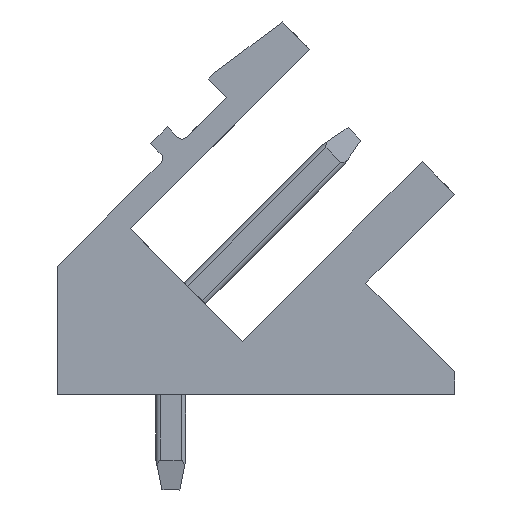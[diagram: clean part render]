
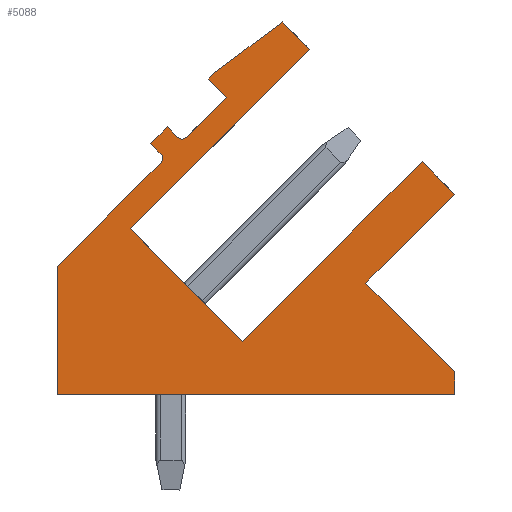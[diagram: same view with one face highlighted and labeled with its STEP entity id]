
A CAD part, left-side view. The second image highlights one B-rep face of the part: STEP entity #5088.
In plain terms, the highlighted planar face has unit normal (-1, 0, 0).
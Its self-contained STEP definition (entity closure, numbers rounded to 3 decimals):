
#4486=AXIS2_PLACEMENT_3D('Circle Axis2P3D',#4484,#4485,$) ;
#5059=AXIS2_PLACEMENT_3D('Plane Axis2P3D',#5056,#5057,#5058) ;
#5063=AXIS2_PLACEMENT_3D('Circle Axis2P3D',#5061,#5062,$) ;
#213=CARTESIAN_POINT('Vertex',(0.,8.98,11.809)) ;
#216=CARTESIAN_POINT('Line Origine',(0.,8.309,12.481)) ;
#220=CARTESIAN_POINT('Vertex',(0.,7.637,13.153)) ;
#815=CARTESIAN_POINT('Vertex',(0.,4.851,14.751)) ;
#818=CARTESIAN_POINT('Line Origine',(0.,7.856,11.746)) ;
#822=CARTESIAN_POINT('Vertex',(0.,10.861,8.74)) ;
#903=CARTESIAN_POINT('Vertex',(0.,5.77,15.67)) ;
#906=CARTESIAN_POINT('Line Origine',(0.,5.31,15.21)) ;
#1428=CARTESIAN_POINT('Line Origine',(0.,7.941,13.457)) ;
#1432=CARTESIAN_POINT('Vertex',(0.,8.245,13.761)) ;
#2038=CARTESIAN_POINT('Line Origine',(0.,8.98,6.859)) ;
#2042=CARTESIAN_POINT('Vertex',(0.,7.099,4.979)) ;
#3184=CARTESIAN_POINT('Line Origine',(0.,8.139,13.867)) ;
#3188=CARTESIAN_POINT('Vertex',(0.,8.033,13.973)) ;
#3208=CARTESIAN_POINT('Line Origine',(0.,4.094,7.984)) ;
#3212=CARTESIAN_POINT('Vertex',(0.,1.089,10.989)) ;
#3709=CARTESIAN_POINT('Line Origine',(0.,0.544,10.444)) ;
#3713=CARTESIAN_POINT('Vertex',(0.,0.,9.9)) ;
#3751=CARTESIAN_POINT('Line Origine',(0.,1.485,8.415)) ;
#3755=CARTESIAN_POINT('Vertex',(0.,2.97,6.93)) ;
#3775=CARTESIAN_POINT('Line Origine',(0.,1.485,5.445)) ;
#3779=CARTESIAN_POINT('Vertex',(0.,0.,3.96)) ;
#3799=CARTESIAN_POINT('Line Origine',(0.,0.,3.58)) ;
#3803=CARTESIAN_POINT('Vertex',(0.,0.,3.2)) ;
#3823=CARTESIAN_POINT('Line Origine',(0.,6.65,3.2)) ;
#3827=CARTESIAN_POINT('Vertex',(0.,13.3,3.2)) ;
#4441=CARTESIAN_POINT('Line Origine',(0.,13.3,5.345)) ;
#4445=CARTESIAN_POINT('Vertex',(0.,13.3,7.489)) ;
#4460=CARTESIAN_POINT('Line Origine',(0.,11.564,9.225)) ;
#4464=CARTESIAN_POINT('Vertex',(0.,9.829,10.961)) ;
#4484=CARTESIAN_POINT('Axis2P3D Location',(0.,9.97,11.102)) ;
#4488=CARTESIAN_POINT('Vertex',(0.,9.829,11.244)) ;
#4508=CARTESIAN_POINT('Line Origine',(0.,10.006,11.42)) ;
#4512=CARTESIAN_POINT('Vertex',(0.,10.182,11.597)) ;
#4532=CARTESIAN_POINT('Line Origine',(0.,9.899,11.88)) ;
#4536=CARTESIAN_POINT('Vertex',(0.,9.617,12.163)) ;
#4556=CARTESIAN_POINT('Line Origine',(0.,9.44,11.986)) ;
#4560=CARTESIAN_POINT('Vertex',(0.,9.263,11.809)) ;
#4676=CARTESIAN_POINT('Line Origine',(0.,6.901,14.821)) ;
#5056=CARTESIAN_POINT('Axis2P3D Location',(0.,0.,0.)) ;
#5061=CARTESIAN_POINT('Axis2P3D Location',(0.,9.122,11.951)) ;
#217=DIRECTION('Vector Direction',(0.,-0.707,0.707)) ;
#819=DIRECTION('Vector Direction',(0.,0.707,-0.707)) ;
#907=DIRECTION('Vector Direction',(0.,-0.707,-0.707)) ;
#1429=DIRECTION('Vector Direction',(0.,0.707,0.707)) ;
#2039=DIRECTION('Vector Direction',(0.,-0.707,-0.707)) ;
#3185=DIRECTION('Vector Direction',(0.,-0.707,0.707)) ;
#3209=DIRECTION('Vector Direction',(0.,-0.707,0.707)) ;
#3710=DIRECTION('Vector Direction',(0.,-0.707,-0.707)) ;
#3752=DIRECTION('Vector Direction',(0.,0.707,-0.707)) ;
#3776=DIRECTION('Vector Direction',(0.,-0.707,-0.707)) ;
#3800=DIRECTION('Vector Direction',(0.,0.,-1.)) ;
#3824=DIRECTION('Vector Direction',(0.,1.,0.)) ;
#4442=DIRECTION('Vector Direction',(0.,0.,1.)) ;
#4461=DIRECTION('Vector Direction',(0.,-0.707,0.707)) ;
#4485=DIRECTION('Axis2P3D Direction',(-1.,0.,0.)) ;
#4509=DIRECTION('Vector Direction',(0.,0.707,0.707)) ;
#4533=DIRECTION('Vector Direction',(0.,-0.707,0.707)) ;
#4557=DIRECTION('Vector Direction',(0.,-0.707,-0.707)) ;
#4677=DIRECTION('Vector Direction',(0.,-0.8,0.6)) ;
#5057=DIRECTION('Axis2P3D Direction',(-1.,0.,0.)) ;
#5058=DIRECTION('Axis2P3D XDirection',(0.,0.,1.)) ;
#5062=DIRECTION('Axis2P3D Direction',(-1.,0.,0.)) ;
#218=VECTOR('Line Direction',#217,1.) ;
#820=VECTOR('Line Direction',#819,1.) ;
#908=VECTOR('Line Direction',#907,1.) ;
#1430=VECTOR('Line Direction',#1429,1.) ;
#2040=VECTOR('Line Direction',#2039,1.) ;
#3186=VECTOR('Line Direction',#3185,1.) ;
#3210=VECTOR('Line Direction',#3209,1.) ;
#3711=VECTOR('Line Direction',#3710,1.) ;
#3753=VECTOR('Line Direction',#3752,1.) ;
#3777=VECTOR('Line Direction',#3776,1.) ;
#3801=VECTOR('Line Direction',#3800,1.) ;
#3825=VECTOR('Line Direction',#3824,1.) ;
#4443=VECTOR('Line Direction',#4442,1.) ;
#4462=VECTOR('Line Direction',#4461,1.) ;
#4510=VECTOR('Line Direction',#4509,1.) ;
#4534=VECTOR('Line Direction',#4533,1.) ;
#4558=VECTOR('Line Direction',#4557,1.) ;
#4678=VECTOR('Line Direction',#4677,1.) ;
#5067=ORIENTED_EDGE('',*,*,#2044,.T.) ;
#5068=ORIENTED_EDGE('',*,*,#824,.T.) ;
#5069=ORIENTED_EDGE('',*,*,#910,.T.) ;
#5070=ORIENTED_EDGE('',*,*,#4680,.T.) ;
#5071=ORIENTED_EDGE('',*,*,#3190,.T.) ;
#5072=ORIENTED_EDGE('',*,*,#1434,.T.) ;
#5073=ORIENTED_EDGE('',*,*,#222,.T.) ;
#5074=ORIENTED_EDGE('',*,*,#5065,.T.) ;
#5075=ORIENTED_EDGE('',*,*,#4562,.T.) ;
#5076=ORIENTED_EDGE('',*,*,#4538,.T.) ;
#5077=ORIENTED_EDGE('',*,*,#4514,.T.) ;
#5078=ORIENTED_EDGE('',*,*,#4490,.T.) ;
#5079=ORIENTED_EDGE('',*,*,#4466,.T.) ;
#5080=ORIENTED_EDGE('',*,*,#4447,.T.) ;
#5081=ORIENTED_EDGE('',*,*,#3829,.T.) ;
#5082=ORIENTED_EDGE('',*,*,#3805,.T.) ;
#5083=ORIENTED_EDGE('',*,*,#3781,.T.) ;
#5084=ORIENTED_EDGE('',*,*,#3757,.T.) ;
#5085=ORIENTED_EDGE('',*,*,#3715,.T.) ;
#5086=ORIENTED_EDGE('',*,*,#3214,.T.) ;
#5088=ADVANCED_FACE('Housing',(#5087),#5060,.T.) ;
#4487=CIRCLE('generated circle',#4486,0.2) ;
#5064=CIRCLE('generated circle',#5063,0.2) ;
#222=EDGE_CURVE('',#221,#214,#219,.F.) ;
#824=EDGE_CURVE('',#823,#816,#821,.F.) ;
#910=EDGE_CURVE('',#816,#904,#909,.F.) ;
#1434=EDGE_CURVE('',#1433,#221,#1431,.F.) ;
#2044=EDGE_CURVE('',#2043,#823,#2041,.F.) ;
#3190=EDGE_CURVE('',#3189,#1433,#3187,.F.) ;
#3214=EDGE_CURVE('',#3213,#2043,#3211,.F.) ;
#3715=EDGE_CURVE('',#3714,#3213,#3712,.F.) ;
#3757=EDGE_CURVE('',#3756,#3714,#3754,.F.) ;
#3781=EDGE_CURVE('',#3780,#3756,#3778,.F.) ;
#3805=EDGE_CURVE('',#3804,#3780,#3802,.F.) ;
#3829=EDGE_CURVE('',#3828,#3804,#3826,.F.) ;
#4447=EDGE_CURVE('',#4446,#3828,#4444,.F.) ;
#4466=EDGE_CURVE('',#4465,#4446,#4463,.F.) ;
#4490=EDGE_CURVE('',#4489,#4465,#4487,.F.) ;
#4514=EDGE_CURVE('',#4513,#4489,#4511,.F.) ;
#4538=EDGE_CURVE('',#4537,#4513,#4535,.F.) ;
#4562=EDGE_CURVE('',#4561,#4537,#4559,.F.) ;
#4680=EDGE_CURVE('',#904,#3189,#4679,.F.) ;
#5065=EDGE_CURVE('',#214,#4561,#5064,.F.) ;
#5066=EDGE_LOOP('',(#5067,#5068,#5069,#5070,#5071,#5072,#5073,#5074,#5075,#5076,#5077,#5078,#5079,#5080,#5081,#5082,#5083,#5084,#5085,#5086)) ;
#5087=FACE_OUTER_BOUND('',#5066,.T.) ;
#219=LINE('Line',#216,#218) ;
#821=LINE('Line',#818,#820) ;
#909=LINE('Line',#906,#908) ;
#1431=LINE('Line',#1428,#1430) ;
#2041=LINE('Line',#2038,#2040) ;
#3187=LINE('Line',#3184,#3186) ;
#3211=LINE('Line',#3208,#3210) ;
#3712=LINE('Line',#3709,#3711) ;
#3754=LINE('Line',#3751,#3753) ;
#3778=LINE('Line',#3775,#3777) ;
#3802=LINE('Line',#3799,#3801) ;
#3826=LINE('Line',#3823,#3825) ;
#4444=LINE('Line',#4441,#4443) ;
#4463=LINE('Line',#4460,#4462) ;
#4511=LINE('Line',#4508,#4510) ;
#4535=LINE('Line',#4532,#4534) ;
#4559=LINE('Line',#4556,#4558) ;
#4679=LINE('Line',#4676,#4678) ;
#5060=PLANE('',#5059) ;
#214=VERTEX_POINT('',#213) ;
#221=VERTEX_POINT('',#220) ;
#816=VERTEX_POINT('',#815) ;
#823=VERTEX_POINT('',#822) ;
#904=VERTEX_POINT('',#903) ;
#1433=VERTEX_POINT('',#1432) ;
#2043=VERTEX_POINT('',#2042) ;
#3189=VERTEX_POINT('',#3188) ;
#3213=VERTEX_POINT('',#3212) ;
#3714=VERTEX_POINT('',#3713) ;
#3756=VERTEX_POINT('',#3755) ;
#3780=VERTEX_POINT('',#3779) ;
#3804=VERTEX_POINT('',#3803) ;
#3828=VERTEX_POINT('',#3827) ;
#4446=VERTEX_POINT('',#4445) ;
#4465=VERTEX_POINT('',#4464) ;
#4489=VERTEX_POINT('',#4488) ;
#4513=VERTEX_POINT('',#4512) ;
#4537=VERTEX_POINT('',#4536) ;
#4561=VERTEX_POINT('',#4560) ;
